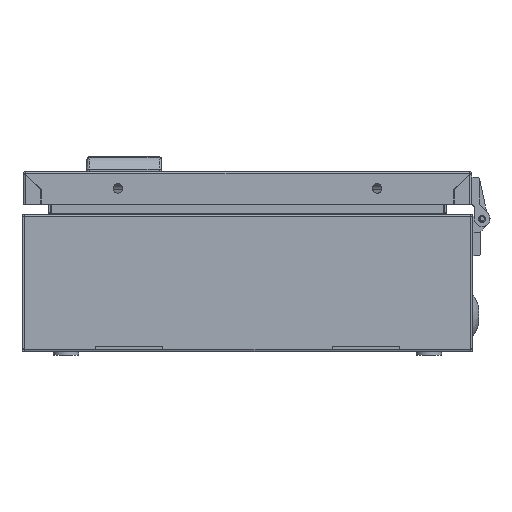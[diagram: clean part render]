
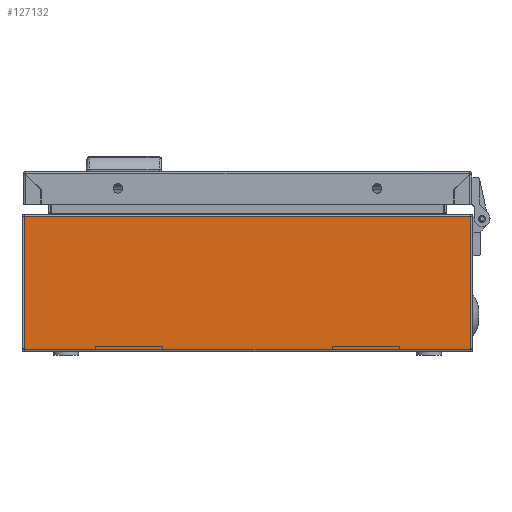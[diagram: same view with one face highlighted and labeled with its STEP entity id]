
A CAD part, left-side view. The second image highlights one B-rep face of the part: STEP entity #127132.
In plain terms, the highlighted planar face has unit normal (-1, 0, 0).
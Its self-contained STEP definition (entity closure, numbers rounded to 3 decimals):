
#3655 = CARTESIAN_POINT ( 'NONE',  ( -200., -99., 58.943 ) ) ;
#3660 = CARTESIAN_POINT ( 'NONE',  ( -200., -99., 1.143 ) ) ;
#3663 = CARTESIAN_POINT ( 'NONE',  ( -200., 99., 58.943 ) ) ;
#3668 = CARTESIAN_POINT ( 'NONE',  ( -200., 99., 1.143 ) ) ;
#3722 = CARTESIAN_POINT ( 'NONE',  ( -200., 98.75, 0.1 ) ) ;
#3754 = CARTESIAN_POINT ( 'NONE',  ( -200., 98.75, 1.143 ) ) ;
#3757 = CARTESIAN_POINT ( 'NONE',  ( -200., -98.75, 0.1 ) ) ;
#3762 = CARTESIAN_POINT ( 'NONE',  ( -200., -98.75, 1.143 ) ) ;
#13651 = VECTOR ( 'NONE', #107783, 1000. ) ;
#13669 = VECTOR ( 'NONE', #107720, 1000. ) ;
#13965 = VECTOR ( 'NONE', #106939, 1000. ) ;
#13967 = VECTOR ( 'NONE', #106959, 1000. ) ;
#13971 = VECTOR ( 'NONE', #106929, 1000. ) ;
#13973 = VECTOR ( 'NONE', #106909, 1000. ) ;
#13978 = VECTOR ( 'NONE', #106889, 1000. ) ;
#13980 = VECTOR ( 'NONE', #106899, 1000. ) ;
#33007 = VERTEX_POINT ( 'NONE', #3655 ) ;
#33010 = VERTEX_POINT ( 'NONE', #3660 ) ;
#33012 = VERTEX_POINT ( 'NONE', #3663 ) ;
#33016 = VERTEX_POINT ( 'NONE', #3668 ) ;
#33050 = VERTEX_POINT ( 'NONE', #3722 ) ;
#33069 = VERTEX_POINT ( 'NONE', #3754 ) ;
#33071 = VERTEX_POINT ( 'NONE', #3757 ) ;
#33075 = VERTEX_POINT ( 'NONE', #3762 ) ;
#35920 = AXIS2_PLACEMENT_3D ( 'NONE', #74604, #74628, #74630 ) ;
#74604 = CARTESIAN_POINT ( 'NONE',  ( -200., 87., -482.957 ) ) ;
#74620 = FACE_OUTER_BOUND ( 'NONE', #129807, .T. ) ;
#74622 = PLANE ( 'NONE',  #35920 ) ;
#74628 = DIRECTION ( 'NONE',  ( -1., 0., 0. ) ) ;
#74630 = DIRECTION ( 'NONE',  ( 0., 0., 1. ) ) ;
#106848 = CARTESIAN_POINT ( 'NONE',  ( -200., -98.75, -198.957 ) ) ;
#106863 = LINE ( 'NONE', #106848, #13978 ) ;
#106872 = LINE ( 'NONE', #106902, #13973 ) ;
#106875 = LINE ( 'NONE', #106892, #13980 ) ;
#106887 = LINE ( 'NONE', #106922, #13971 ) ;
#106889 = DIRECTION ( 'NONE',  ( 0., 0., -1. ) ) ;
#106892 = CARTESIAN_POINT ( 'NONE',  ( -200., 98.75, -198.957 ) ) ;
#106896 = LINE ( 'NONE', #106953, #13967 ) ;
#106899 = DIRECTION ( 'NONE',  ( 0., 0., -1. ) ) ;
#106902 = CARTESIAN_POINT ( 'NONE',  ( -200., 87., 58.943 ) ) ;
#106909 = DIRECTION ( 'NONE',  ( 0., -1., 0. ) ) ;
#106922 = CARTESIAN_POINT ( 'NONE',  ( -200., -526.562, 1.143 ) ) ;
#106929 = DIRECTION ( 'NONE',  ( 0., 1., 0. ) ) ;
#106931 = LINE ( 'NONE', #106936, #13965 ) ;
#106936 = CARTESIAN_POINT ( 'NONE',  ( -200., -526.562, 1.143 ) ) ;
#106939 = DIRECTION ( 'NONE',  ( 0., -1., 0. ) ) ;
#106953 = CARTESIAN_POINT ( 'NONE',  ( -200., 87., 0.1 ) ) ;
#106959 = DIRECTION ( 'NONE',  ( 0., -1., 0. ) ) ;
#107647 = LINE ( 'NONE', #107716, #13669 ) ;
#107716 = CARTESIAN_POINT ( 'NONE',  ( -200., 99., 59.043 ) ) ;
#107720 = DIRECTION ( 'NONE',  ( 0., 0., 1. ) ) ;
#107754 = LINE ( 'NONE', #107779, #13651 ) ;
#107779 = CARTESIAN_POINT ( 'NONE',  ( -200., -99., 59.043 ) ) ;
#107783 = DIRECTION ( 'NONE',  ( 0., 0., -1. ) ) ;
#119609 = ORIENTED_EDGE ( 'NONE', *, *, #119965, .F. ) ;
#119610 = ORIENTED_EDGE ( 'NONE', *, *, #120047, .F. ) ;
#119611 = ORIENTED_EDGE ( 'NONE', *, *, #119968, .T. ) ;
#119612 = ORIENTED_EDGE ( 'NONE', *, *, #119964, .T. ) ;
#119613 = ORIENTED_EDGE ( 'NONE', *, *, #119970, .T. ) ;
#119614 = ORIENTED_EDGE ( 'NONE', *, *, #119963, .F. ) ;
#119615 = ORIENTED_EDGE ( 'NONE', *, *, #119967, .F. ) ;
#119616 = ORIENTED_EDGE ( 'NONE', *, *, #120056, .F. ) ;
#119963 = EDGE_CURVE ( 'NONE', #33075, #33071, #106863, .T. ) ;
#119964 = EDGE_CURVE ( 'NONE', #33069, #33050, #106875, .T. ) ;
#119965 = EDGE_CURVE ( 'NONE', #33012, #33007, #106872, .T. ) ;
#119967 = EDGE_CURVE ( 'NONE', #33010, #33075, #106887, .T. ) ;
#119968 = EDGE_CURVE ( 'NONE', #33016, #33069, #106931, .T. ) ;
#119970 = EDGE_CURVE ( 'NONE', #33050, #33071, #106896, .T. ) ;
#120047 = EDGE_CURVE ( 'NONE', #33016, #33012, #107647, .T. ) ;
#120056 = EDGE_CURVE ( 'NONE', #33007, #33010, #107754, .T. ) ;
#127132 = ADVANCED_FACE ( 'NONE', ( #74620 ), #74622, .T. ) ;
#129807 = EDGE_LOOP ( 'NONE', ( #119609, #119610, #119611, #119612, #119613, #119614, #119615, #119616 ) ) ;
